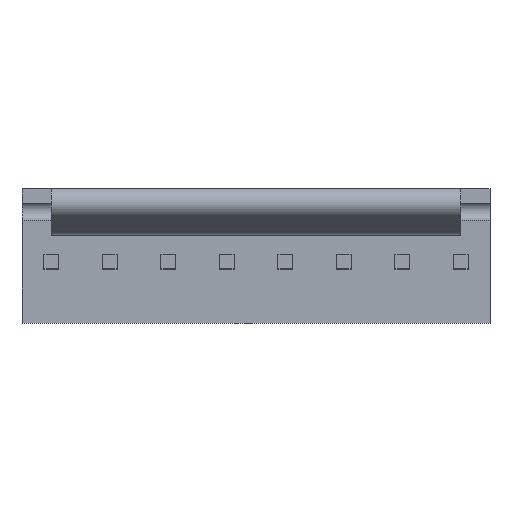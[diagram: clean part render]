
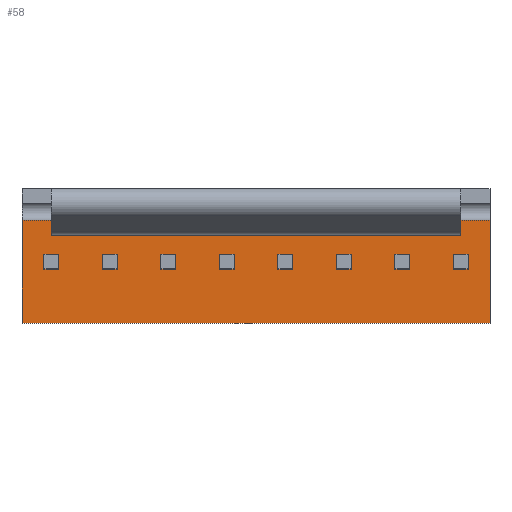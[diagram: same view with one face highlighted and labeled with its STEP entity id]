
A CAD part, top view. The second image highlights one B-rep face of the part: STEP entity #58.
In plain terms, the highlighted planar face has unit normal (0, 0, 1).
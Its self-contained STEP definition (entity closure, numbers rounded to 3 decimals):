
#58=ADVANCED_FACE('',(#182,#183,#184,#185,#186,#187,#188,#189,#190),#191,.T.);
#182=FACE_OUTER_BOUND('',#404,.T.);
#183=FACE_BOUND('',#405,.T.);
#184=FACE_BOUND('',#406,.T.);
#185=FACE_BOUND('',#407,.T.);
#186=FACE_BOUND('',#408,.T.);
#187=FACE_BOUND('',#409,.T.);
#188=FACE_BOUND('',#410,.T.);
#189=FACE_BOUND('',#411,.T.);
#190=FACE_BOUND('',#412,.T.);
#191=PLANE('',#413);
#404=EDGE_LOOP('',(#723,#724,#725,#726));
#405=EDGE_LOOP('',(#727,#728,#729,#730));
#406=EDGE_LOOP('',(#731,#732,#733,#734));
#407=EDGE_LOOP('',(#735,#736,#737,#738));
#408=EDGE_LOOP('',(#739,#740,#741,#742));
#409=EDGE_LOOP('',(#743,#744,#745,#746));
#410=EDGE_LOOP('',(#747,#748,#749,#750));
#411=EDGE_LOOP('',(#751,#752,#753,#754));
#412=EDGE_LOOP('',(#755,#756,#757,#758));
#413=AXIS2_PLACEMENT_3D('',#759,#760,#761);
#723=ORIENTED_EDGE('',*,*,#1488,.T.);
#724=ORIENTED_EDGE('',*,*,#1489,.F.);
#725=ORIENTED_EDGE('',*,*,#1490,.F.);
#726=ORIENTED_EDGE('',*,*,#1428,.T.);
#727=ORIENTED_EDGE('',*,*,#1491,.T.);
#728=ORIENTED_EDGE('',*,*,#1492,.F.);
#729=ORIENTED_EDGE('',*,*,#1493,.F.);
#730=ORIENTED_EDGE('',*,*,#1494,.T.);
#731=ORIENTED_EDGE('',*,*,#1495,.T.);
#732=ORIENTED_EDGE('',*,*,#1496,.F.);
#733=ORIENTED_EDGE('',*,*,#1497,.F.);
#734=ORIENTED_EDGE('',*,*,#1498,.T.);
#735=ORIENTED_EDGE('',*,*,#1499,.T.);
#736=ORIENTED_EDGE('',*,*,#1500,.F.);
#737=ORIENTED_EDGE('',*,*,#1501,.F.);
#738=ORIENTED_EDGE('',*,*,#1502,.T.);
#739=ORIENTED_EDGE('',*,*,#1503,.T.);
#740=ORIENTED_EDGE('',*,*,#1504,.F.);
#741=ORIENTED_EDGE('',*,*,#1505,.F.);
#742=ORIENTED_EDGE('',*,*,#1506,.T.);
#743=ORIENTED_EDGE('',*,*,#1507,.T.);
#744=ORIENTED_EDGE('',*,*,#1508,.F.);
#745=ORIENTED_EDGE('',*,*,#1509,.F.);
#746=ORIENTED_EDGE('',*,*,#1510,.T.);
#747=ORIENTED_EDGE('',*,*,#1511,.T.);
#748=ORIENTED_EDGE('',*,*,#1512,.F.);
#749=ORIENTED_EDGE('',*,*,#1513,.F.);
#750=ORIENTED_EDGE('',*,*,#1514,.T.);
#751=ORIENTED_EDGE('',*,*,#1515,.T.);
#752=ORIENTED_EDGE('',*,*,#1516,.F.);
#753=ORIENTED_EDGE('',*,*,#1517,.F.);
#754=ORIENTED_EDGE('',*,*,#1518,.T.);
#755=ORIENTED_EDGE('',*,*,#1519,.T.);
#756=ORIENTED_EDGE('',*,*,#1520,.F.);
#757=ORIENTED_EDGE('',*,*,#1521,.F.);
#758=ORIENTED_EDGE('',*,*,#1522,.T.);
#759=CARTESIAN_POINT('',(-10.16,1.359,0.0));
#760=DIRECTION('',(0.0,0.0,1.0));
#761=DIRECTION('',(1.0,0.0,0.0));
#1428=EDGE_CURVE('',#1699,#1697,#1700,.T.);
#1488=EDGE_CURVE('',#1697,#1807,#1809,.T.);
#1489=EDGE_CURVE('',#1810,#1807,#1811,.T.);
#1490=EDGE_CURVE('',#1699,#1810,#1812,.T.);
#1491=EDGE_CURVE('',#1813,#1814,#1815,.T.);
#1492=EDGE_CURVE('',#1816,#1814,#1817,.T.);
#1493=EDGE_CURVE('',#1818,#1816,#1819,.T.);
#1494=EDGE_CURVE('',#1818,#1813,#1820,.T.);
#1495=EDGE_CURVE('',#1821,#1822,#1823,.T.);
#1496=EDGE_CURVE('',#1824,#1822,#1825,.T.);
#1497=EDGE_CURVE('',#1826,#1824,#1827,.T.);
#1498=EDGE_CURVE('',#1826,#1821,#1828,.T.);
#1499=EDGE_CURVE('',#1829,#1830,#1831,.T.);
#1500=EDGE_CURVE('',#1832,#1830,#1833,.T.);
#1501=EDGE_CURVE('',#1834,#1832,#1835,.T.);
#1502=EDGE_CURVE('',#1834,#1829,#1836,.T.);
#1503=EDGE_CURVE('',#1837,#1838,#1839,.T.);
#1504=EDGE_CURVE('',#1840,#1838,#1841,.T.);
#1505=EDGE_CURVE('',#1842,#1840,#1843,.T.);
#1506=EDGE_CURVE('',#1842,#1837,#1844,.T.);
#1507=EDGE_CURVE('',#1845,#1846,#1847,.T.);
#1508=EDGE_CURVE('',#1848,#1846,#1849,.T.);
#1509=EDGE_CURVE('',#1850,#1848,#1851,.T.);
#1510=EDGE_CURVE('',#1850,#1845,#1852,.T.);
#1511=EDGE_CURVE('',#1853,#1854,#1855,.T.);
#1512=EDGE_CURVE('',#1856,#1854,#1857,.T.);
#1513=EDGE_CURVE('',#1858,#1856,#1859,.T.);
#1514=EDGE_CURVE('',#1858,#1853,#1860,.T.);
#1515=EDGE_CURVE('',#1861,#1862,#1863,.T.);
#1516=EDGE_CURVE('',#1864,#1862,#1865,.T.);
#1517=EDGE_CURVE('',#1866,#1864,#1867,.T.);
#1518=EDGE_CURVE('',#1866,#1861,#1868,.T.);
#1519=EDGE_CURVE('',#1869,#1870,#1871,.T.);
#1520=EDGE_CURVE('',#1872,#1870,#1873,.T.);
#1521=EDGE_CURVE('',#1874,#1872,#1875,.T.);
#1522=EDGE_CURVE('',#1874,#1869,#1876,.T.);
#1697=VERTEX_POINT('',#2130);
#1699=VERTEX_POINT('',#2133);
#1700=LINE('',#2134,#2135);
#1807=VERTEX_POINT('',#2297);
#1809=LINE('',#2300,#2301);
#1810=VERTEX_POINT('',#2302);
#1811=LINE('',#2303,#2304);
#1812=LINE('',#2305,#2306);
#1813=VERTEX_POINT('',#2307);
#1814=VERTEX_POINT('',#2308);
#1815=LINE('',#2309,#2310);
#1816=VERTEX_POINT('',#2311);
#1817=LINE('',#2312,#2313);
#1818=VERTEX_POINT('',#2314);
#1819=LINE('',#2315,#2316);
#1820=LINE('',#2317,#2318);
#1821=VERTEX_POINT('',#2319);
#1822=VERTEX_POINT('',#2320);
#1823=LINE('',#2321,#2322);
#1824=VERTEX_POINT('',#2323);
#1825=LINE('',#2324,#2325);
#1826=VERTEX_POINT('',#2326);
#1827=LINE('',#2327,#2328);
#1828=LINE('',#2329,#2330);
#1829=VERTEX_POINT('',#2331);
#1830=VERTEX_POINT('',#2332);
#1831=LINE('',#2333,#2334);
#1832=VERTEX_POINT('',#2335);
#1833=LINE('',#2336,#2337);
#1834=VERTEX_POINT('',#2338);
#1835=LINE('',#2339,#2340);
#1836=LINE('',#2341,#2342);
#1837=VERTEX_POINT('',#2343);
#1838=VERTEX_POINT('',#2344);
#1839=LINE('',#2345,#2346);
#1840=VERTEX_POINT('',#2347);
#1841=LINE('',#2348,#2349);
#1842=VERTEX_POINT('',#2350);
#1843=LINE('',#2351,#2352);
#1844=LINE('',#2353,#2354);
#1845=VERTEX_POINT('',#2355);
#1846=VERTEX_POINT('',#2356);
#1847=LINE('',#2357,#2358);
#1848=VERTEX_POINT('',#2359);
#1849=LINE('',#2360,#2361);
#1850=VERTEX_POINT('',#2362);
#1851=LINE('',#2363,#2364);
#1852=LINE('',#2365,#2366);
#1853=VERTEX_POINT('',#2367);
#1854=VERTEX_POINT('',#2368);
#1855=LINE('',#2369,#2370);
#1856=VERTEX_POINT('',#2371);
#1857=LINE('',#2372,#2373);
#1858=VERTEX_POINT('',#2374);
#1859=LINE('',#2375,#2376);
#1860=LINE('',#2377,#2378);
#1861=VERTEX_POINT('',#2379);
#1862=VERTEX_POINT('',#2380);
#1863=LINE('',#2381,#2382);
#1864=VERTEX_POINT('',#2383);
#1865=LINE('',#2384,#2385);
#1866=VERTEX_POINT('',#2386);
#1867=LINE('',#2387,#2388);
#1868=LINE('',#2389,#2390);
#1869=VERTEX_POINT('',#2391);
#1870=VERTEX_POINT('',#2392);
#1871=LINE('',#2393,#2394);
#1872=VERTEX_POINT('',#2395);
#1873=LINE('',#2396,#2397);
#1874=VERTEX_POINT('',#2398);
#1875=LINE('',#2399,#2400);
#1876=LINE('',#2401,#2402);
#2130=CARTESIAN_POINT('',(-10.16,-3.112,0.0));
#2133=CARTESIAN_POINT('',(-10.16,1.359,0.0));
#2134=CARTESIAN_POINT('',(-10.16,1.359,0.0));
#2135=VECTOR('',#2786,4.47);
#2297=CARTESIAN_POINT('',(10.16,-3.112,0.0));
#2300=CARTESIAN_POINT('',(-10.16,-3.112,0.0));
#2301=VECTOR('',#2852,20.32);
#2302=CARTESIAN_POINT('',(10.16,1.359,0.0));
#2303=CARTESIAN_POINT('',(10.16,1.359,0.0));
#2304=VECTOR('',#2853,4.47);
#2305=CARTESIAN_POINT('',(-10.16,1.359,0.0));
#2306=VECTOR('',#2854,20.32);
#2307=CARTESIAN_POINT('',(8.573,-0.127,0.0));
#2308=CARTESIAN_POINT('',(9.208,-0.127,0.0));
#2309=CARTESIAN_POINT('',(8.573,-0.127,0.0));
#2310=VECTOR('',#2855,0.635);
#2311=CARTESIAN_POINT('',(9.208,-0.762,0.0));
#2312=CARTESIAN_POINT('',(9.208,-0.762,0.0));
#2313=VECTOR('',#2856,0.635);
#2314=CARTESIAN_POINT('',(8.573,-0.762,0.0));
#2315=CARTESIAN_POINT('',(8.573,-0.762,0.0));
#2316=VECTOR('',#2857,0.635);
#2317=CARTESIAN_POINT('',(8.573,-0.762,0.0));
#2318=VECTOR('',#2858,0.635);
#2319=CARTESIAN_POINT('',(6.033,-0.127,0.0));
#2320=CARTESIAN_POINT('',(6.668,-0.127,0.0));
#2321=CARTESIAN_POINT('',(6.033,-0.127,0.0));
#2322=VECTOR('',#2859,0.635);
#2323=CARTESIAN_POINT('',(6.668,-0.762,0.0));
#2324=CARTESIAN_POINT('',(6.668,-0.762,0.0));
#2325=VECTOR('',#2860,0.635);
#2326=CARTESIAN_POINT('',(6.033,-0.762,0.0));
#2327=CARTESIAN_POINT('',(6.033,-0.762,0.0));
#2328=VECTOR('',#2861,0.635);
#2329=CARTESIAN_POINT('',(6.033,-0.762,0.0));
#2330=VECTOR('',#2862,0.635);
#2331=CARTESIAN_POINT('',(3.493,-0.127,0.0));
#2332=CARTESIAN_POINT('',(4.128,-0.127,0.0));
#2333=CARTESIAN_POINT('',(3.493,-0.127,0.0));
#2334=VECTOR('',#2863,0.635);
#2335=CARTESIAN_POINT('',(4.128,-0.762,0.0));
#2336=CARTESIAN_POINT('',(4.128,-0.762,0.0));
#2337=VECTOR('',#2864,0.635);
#2338=CARTESIAN_POINT('',(3.493,-0.762,0.0));
#2339=CARTESIAN_POINT('',(3.493,-0.762,0.0));
#2340=VECTOR('',#2865,0.635);
#2341=CARTESIAN_POINT('',(3.493,-0.762,0.0));
#2342=VECTOR('',#2866,0.635);
#2343=CARTESIAN_POINT('',(0.953,-0.127,0.0));
#2344=CARTESIAN_POINT('',(1.588,-0.127,0.0));
#2345=CARTESIAN_POINT('',(0.953,-0.127,0.0));
#2346=VECTOR('',#2867,0.635);
#2347=CARTESIAN_POINT('',(1.588,-0.762,0.0));
#2348=CARTESIAN_POINT('',(1.588,-0.762,0.0));
#2349=VECTOR('',#2868,0.635);
#2350=CARTESIAN_POINT('',(0.953,-0.762,0.0));
#2351=CARTESIAN_POINT('',(0.953,-0.762,0.0));
#2352=VECTOR('',#2869,0.635);
#2353=CARTESIAN_POINT('',(0.953,-0.762,0.0));
#2354=VECTOR('',#2870,0.635);
#2355=CARTESIAN_POINT('',(-1.588,-0.127,0.0));
#2356=CARTESIAN_POINT('',(-0.953,-0.127,0.0));
#2357=CARTESIAN_POINT('',(-1.588,-0.127,0.0));
#2358=VECTOR('',#2871,0.635);
#2359=CARTESIAN_POINT('',(-0.953,-0.762,0.0));
#2360=CARTESIAN_POINT('',(-0.953,-0.762,0.0));
#2361=VECTOR('',#2872,0.635);
#2362=CARTESIAN_POINT('',(-1.588,-0.762,0.0));
#2363=CARTESIAN_POINT('',(-1.588,-0.762,0.0));
#2364=VECTOR('',#2873,0.635);
#2365=CARTESIAN_POINT('',(-1.588,-0.762,0.0));
#2366=VECTOR('',#2874,0.635);
#2367=CARTESIAN_POINT('',(-4.128,-0.127,0.0));
#2368=CARTESIAN_POINT('',(-3.493,-0.127,0.0));
#2369=CARTESIAN_POINT('',(-4.128,-0.127,0.0));
#2370=VECTOR('',#2875,0.635);
#2371=CARTESIAN_POINT('',(-3.493,-0.762,0.0));
#2372=CARTESIAN_POINT('',(-3.493,-0.762,0.0));
#2373=VECTOR('',#2876,0.635);
#2374=CARTESIAN_POINT('',(-4.128,-0.762,0.0));
#2375=CARTESIAN_POINT('',(-4.128,-0.762,0.0));
#2376=VECTOR('',#2877,0.635);
#2377=CARTESIAN_POINT('',(-4.128,-0.762,0.0));
#2378=VECTOR('',#2878,0.635);
#2379=CARTESIAN_POINT('',(-6.668,-0.127,0.0));
#2380=CARTESIAN_POINT('',(-6.033,-0.127,0.0));
#2381=CARTESIAN_POINT('',(-6.668,-0.127,0.0));
#2382=VECTOR('',#2879,0.635);
#2383=CARTESIAN_POINT('',(-6.033,-0.762,0.0));
#2384=CARTESIAN_POINT('',(-6.033,-0.762,0.0));
#2385=VECTOR('',#2880,0.635);
#2386=CARTESIAN_POINT('',(-6.668,-0.762,0.0));
#2387=CARTESIAN_POINT('',(-6.668,-0.762,0.0));
#2388=VECTOR('',#2881,0.635);
#2389=CARTESIAN_POINT('',(-6.668,-0.762,0.0));
#2390=VECTOR('',#2882,0.635);
#2391=CARTESIAN_POINT('',(-9.208,-0.127,0.0));
#2392=CARTESIAN_POINT('',(-8.573,-0.127,0.0));
#2393=CARTESIAN_POINT('',(-9.208,-0.127,0.0));
#2394=VECTOR('',#2883,0.635);
#2395=CARTESIAN_POINT('',(-8.573,-0.762,0.0));
#2396=CARTESIAN_POINT('',(-8.573,-0.762,0.0));
#2397=VECTOR('',#2884,0.635);
#2398=CARTESIAN_POINT('',(-9.208,-0.762,0.0));
#2399=CARTESIAN_POINT('',(-9.208,-0.762,0.0));
#2400=VECTOR('',#2885,0.635);
#2401=CARTESIAN_POINT('',(-9.208,-0.762,0.0));
#2402=VECTOR('',#2886,0.635);
#2786=DIRECTION('',(0.0,-1.0,0.0));
#2852=DIRECTION('',(1.0,0.0,0.0));
#2853=DIRECTION('',(0.0,-1.0,0.0));
#2854=DIRECTION('',(1.0,0.0,0.0));
#2855=DIRECTION('',(1.0,0.0,0.0));
#2856=DIRECTION('',(0.0,1.0,0.0));
#2857=DIRECTION('',(1.0,0.0,0.0));
#2858=DIRECTION('',(0.0,1.0,0.0));
#2859=DIRECTION('',(1.0,0.0,0.0));
#2860=DIRECTION('',(0.0,1.0,0.0));
#2861=DIRECTION('',(1.0,0.0,0.0));
#2862=DIRECTION('',(0.0,1.0,0.0));
#2863=DIRECTION('',(1.0,0.0,0.0));
#2864=DIRECTION('',(0.0,1.0,0.0));
#2865=DIRECTION('',(1.0,0.0,0.0));
#2866=DIRECTION('',(0.0,1.0,0.0));
#2867=DIRECTION('',(1.0,0.0,0.0));
#2868=DIRECTION('',(0.0,1.0,0.0));
#2869=DIRECTION('',(1.0,0.0,0.0));
#2870=DIRECTION('',(0.0,1.0,0.0));
#2871=DIRECTION('',(1.0,0.0,0.0));
#2872=DIRECTION('',(0.0,1.0,0.0));
#2873=DIRECTION('',(1.0,0.0,0.0));
#2874=DIRECTION('',(0.0,1.0,0.0));
#2875=DIRECTION('',(1.0,0.0,0.0));
#2876=DIRECTION('',(0.0,1.0,0.0));
#2877=DIRECTION('',(1.0,0.0,0.0));
#2878=DIRECTION('',(0.0,1.0,0.0));
#2879=DIRECTION('',(1.0,0.0,0.0));
#2880=DIRECTION('',(0.0,1.0,0.0));
#2881=DIRECTION('',(1.0,0.0,0.0));
#2882=DIRECTION('',(0.0,1.0,0.0));
#2883=DIRECTION('',(1.0,0.0,0.0));
#2884=DIRECTION('',(0.0,1.0,0.0));
#2885=DIRECTION('',(1.0,0.0,0.0));
#2886=DIRECTION('',(0.0,1.0,0.0));
